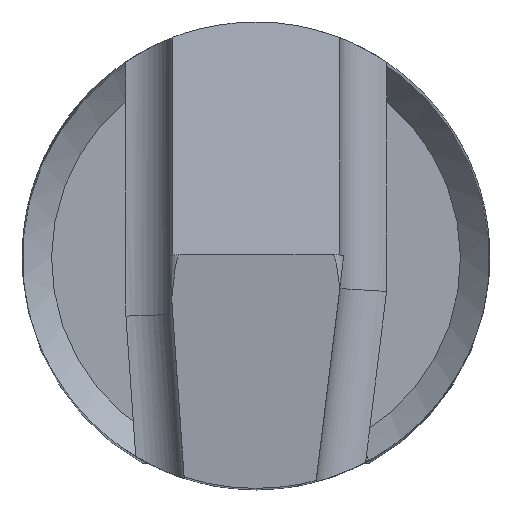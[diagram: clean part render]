
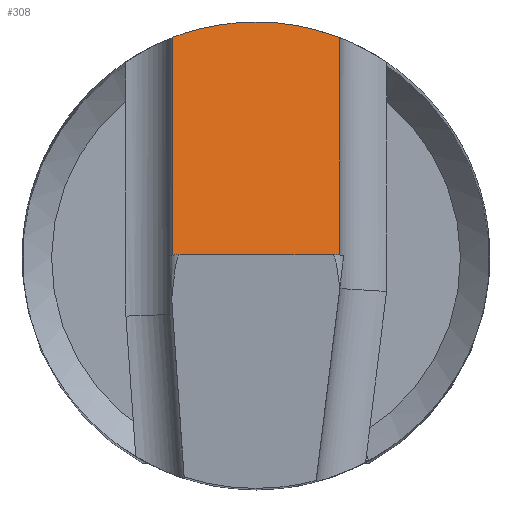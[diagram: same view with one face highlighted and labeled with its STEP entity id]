
A CAD part, top view. The second image highlights one B-rep face of the part: STEP entity #308.
In plain terms, the highlighted planar face has unit normal (0, 0.888, 0.46).
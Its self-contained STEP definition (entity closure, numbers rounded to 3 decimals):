
#218=VERTEX_POINT('NONE',#564);
#248=EDGE_CURVE('NONE',#446,#218,#597,.T.);
#308=ADVANCED_FACE('NONE',(#664),#665,.F.);
#330=VERTEX_POINT('',#689);
#338=EDGE_CURVE('NONE',#396,#446,#698,.T.);
#362=VERTEX_POINT('NONE',#723);
#382=EDGE_CURVE('NONE',#330,#218,#745,.T.);
#396=VERTEX_POINT('NONE',#759);
#446=VERTEX_POINT('NONE',#813);
#448=EDGE_CURVE('NONE',#362,#330,#815,.T.);
#472=EDGE_CURVE('NONE',#362,#396,#841,.T.);
#564=CARTESIAN_POINT('',(-1.426,3.737,30.507));
#597=LINE('',#976,#977);
#664=FACE_OUTER_BOUND('',#1102,.T.);
#665=PLANE('',#1103);
#689=CARTESIAN_POINT('',(0.,4.,30.));
#698=LINE('',#1154,#1155);
#723=CARTESIAN_POINT('',(1.435,3.734,30.514));
#745=(B_SPLINE_CURVE(3,(#1241,#1242,#1243,#1244),.UNSPECIFIED.,.F.,.F.)B_SPLINE_CURVE_WITH_KNOTS((4,4),(5.916,6.648),.UNSPECIFIED.)RATIONAL_B_SPLINE_CURVE((1.0,0.956,0.956,1.0))BOUNDED_CURVE()REPRESENTATION_ITEM('')GEOMETRIC_REPRESENTATION_ITEM()CURVE());
#759=CARTESIAN_POINT('',(1.435,-0.146,38.0));
#813=CARTESIAN_POINT('',(-1.426,-0.146,38.0));
#815=(B_SPLINE_CURVE(3,(#1379,#1380,#1381,#1382),.UNSPECIFIED.,.F.,.F.)B_SPLINE_CURVE_WITH_KNOTS((4,4),(5.916,6.648),.UNSPECIFIED.)RATIONAL_B_SPLINE_CURVE((1.0,0.956,0.956,1.0))BOUNDED_CURVE()REPRESENTATION_ITEM('')GEOMETRIC_REPRESENTATION_ITEM()CURVE());
#841=LINE('',#1445,#1446);
#976=CARTESIAN_POINT('',(-1.426,-3.699,44.857));
#977=VECTOR('',#1627,1000.0);
#1102=EDGE_LOOP('',(#1700,#1701,#1702,#1703,#1704));
#1103=AXIS2_PLACEMENT_3D('',#1705,#1706,#1707);
#1154=CARTESIAN_POINT('',(15.0,-0.146,38.0));
#1155=VECTOR('',#1747,1000.0);
#1241=CARTESIAN_POINT('',(1.435,3.734,30.514));
#1242=CARTESIAN_POINT('',(0.504,4.092,29.823));
#1243=CARTESIAN_POINT('',(-0.494,4.093,29.821));
#1244=CARTESIAN_POINT('',(-1.426,3.737,30.507));
#1379=CARTESIAN_POINT('',(1.435,3.734,30.514));
#1380=CARTESIAN_POINT('',(0.504,4.092,29.823));
#1381=CARTESIAN_POINT('',(-0.494,4.093,29.821));
#1382=CARTESIAN_POINT('',(-1.426,3.737,30.507));
#1445=CARTESIAN_POINT('',(1.435,-3.699,44.857));
#1446=VECTOR('',#1864,1000.0);
#1627=DIRECTION('',(0.0,0.46,-0.888));
#1700=ORIENTED_EDGE('',*,*,#472,.F.);
#1701=ORIENTED_EDGE('',*,*,#448,.T.);
#1702=ORIENTED_EDGE('',*,*,#382,.T.);
#1703=ORIENTED_EDGE('',*,*,#248,.F.);
#1704=ORIENTED_EDGE('',*,*,#338,.F.);
#1705=CARTESIAN_POINT('',(15.0,15.409,7.986));
#1706=DIRECTION('',(0.0,-0.888,-0.46));
#1707=DIRECTION('',(1.0,0.0,0.0));
#1747=DIRECTION('',(-1.0,0.0,0.0));
#1864=DIRECTION('',(-0.0,-0.46,0.888));
